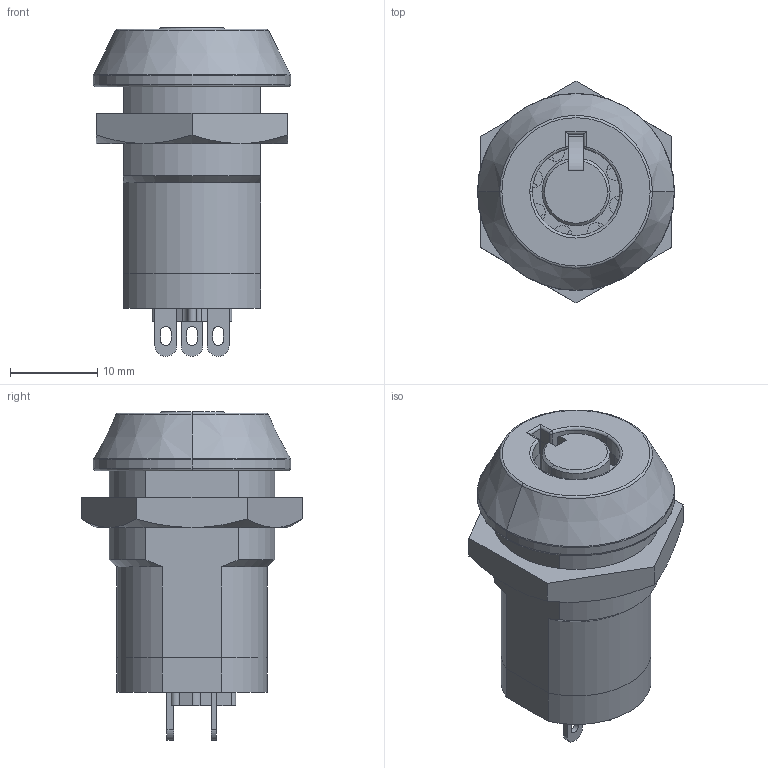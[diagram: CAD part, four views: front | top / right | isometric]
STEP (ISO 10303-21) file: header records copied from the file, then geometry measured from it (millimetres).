
FILE_DESCRIPTION (( 'STEP AP203' ), '1' );
FILE_NAME ('S-20-90-B-1.STEP', '2018-11-21T06:46:11', ( '' ), ( '' ), 'SwSTEP 2.0', 'SolidWorks 2014', '' );
FILE_SCHEMA (( 'CONFIG_CONTROL_DESIGN' ));
Length unit declared in the file: millimetre
Products named in the file (6): S-20_スリーブケース_S-20-90-B-1; S-20-90-B-1; S-20_六角ナット; S-20_シャフト; S-20_スリーブ; S-20_キャップ_S-20-90-B
Assembly tree (5 placements, depth 2):
  S-20-90-B-1
    S-20_スリーブケース_S-20-90-B-1
    S-20_シャフト
    S-20_キャップ_S-20-90-B
    S-20_六角ナット
    S-20_スリーブ
Bounding box: 22.6 x 25.4 x 37.7 mm (x, y, z)
Volume: 6378 mm3; surface area: 8085.4 mm2
Topology: 6 solids, 6 shells, 248 faces, 603 edges, 384 vertices
Faces by surface type: cylinder 101, plane 92, cone 44, torus 9, sphere 2
Entity records: 8054 total; most frequent: DIRECTION 1362, CARTESIAN_POINT 1357, ORIENTED_EDGE 1206, EDGE_CURVE 603, AXIS2_PLACEMENT_3D 529, VERTEX_POINT 384, LINE 304, VECTOR 304
